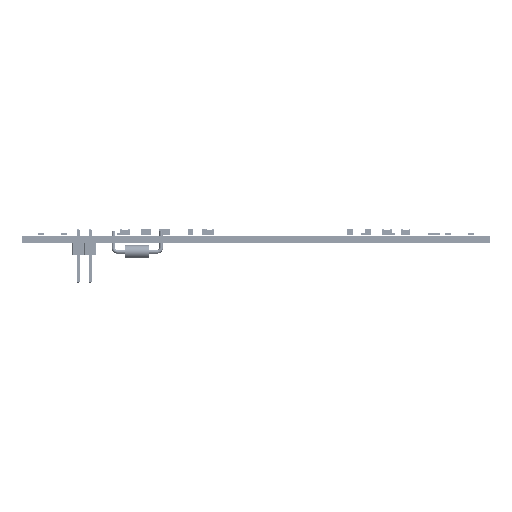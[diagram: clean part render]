
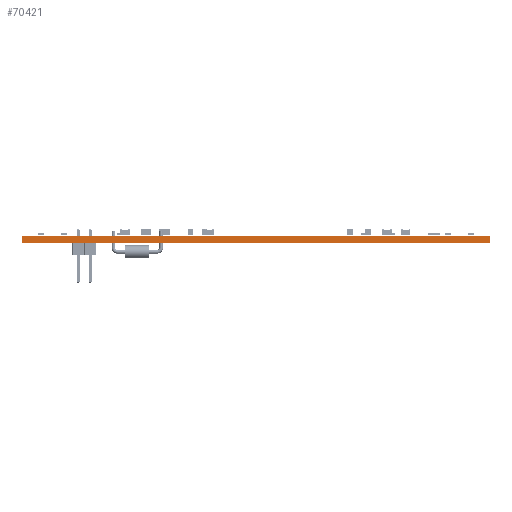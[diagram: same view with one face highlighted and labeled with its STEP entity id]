
A CAD part, front view. The second image highlights one B-rep face of the part: STEP entity #70421.
In plain terms, the highlighted planar face has unit normal (0, -1, 0).
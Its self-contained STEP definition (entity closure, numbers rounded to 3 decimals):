
#70421 = ADVANCED_FACE('',(#70422),#70456,.T.);
#70422 = FACE_BOUND('',#70423,.T.);
#70423 = EDGE_LOOP('',(#70424,#70434,#70442,#70450));
#70424 = ORIENTED_EDGE('',*,*,#70425,.T.);
#70425 = EDGE_CURVE('',#70426,#70428,#70430,.T.);
#70426 = VERTEX_POINT('',#70427);
#70427 = CARTESIAN_POINT('',(150.,-210.,0.));
#70428 = VERTEX_POINT('',#70429);
#70429 = CARTESIAN_POINT('',(150.,-210.,1.51));
#70430 = LINE('',#70431,#70432);
#70431 = CARTESIAN_POINT('',(150.,-210.,0.));
#70432 = VECTOR('',#70433,1.);
#70433 = DIRECTION('',(0.,0.,1.));
#70434 = ORIENTED_EDGE('',*,*,#70435,.T.);
#70435 = EDGE_CURVE('',#70428,#70436,#70438,.T.);
#70436 = VERTEX_POINT('',#70437);
#70437 = CARTESIAN_POINT('',(50.,-210.,1.51));
#70438 = LINE('',#70439,#70440);
#70439 = CARTESIAN_POINT('',(150.,-210.,1.51));
#70440 = VECTOR('',#70441,1.);
#70441 = DIRECTION('',(-1.,0.,0.));
#70442 = ORIENTED_EDGE('',*,*,#70443,.F.);
#70443 = EDGE_CURVE('',#70444,#70436,#70446,.T.);
#70444 = VERTEX_POINT('',#70445);
#70445 = CARTESIAN_POINT('',(50.,-210.,0.));
#70446 = LINE('',#70447,#70448);
#70447 = CARTESIAN_POINT('',(50.,-210.,0.));
#70448 = VECTOR('',#70449,1.);
#70449 = DIRECTION('',(0.,0.,1.));
#70450 = ORIENTED_EDGE('',*,*,#70451,.F.);
#70451 = EDGE_CURVE('',#70426,#70444,#70452,.T.);
#70452 = LINE('',#70453,#70454);
#70453 = CARTESIAN_POINT('',(150.,-210.,0.));
#70454 = VECTOR('',#70455,1.);
#70455 = DIRECTION('',(-1.,0.,0.));
#70456 = PLANE('',#70457);
#70457 = AXIS2_PLACEMENT_3D('',#70458,#70459,#70460);
#70458 = CARTESIAN_POINT('',(150.,-210.,0.));
#70459 = DIRECTION('',(0.,-1.,0.));
#70460 = DIRECTION('',(-1.,0.,0.));
